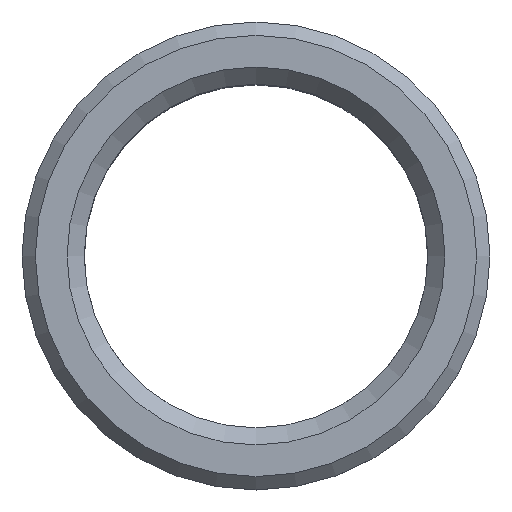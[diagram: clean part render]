
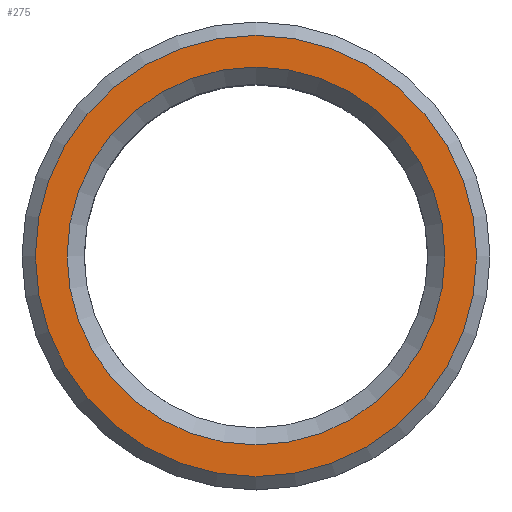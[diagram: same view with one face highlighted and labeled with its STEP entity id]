
A CAD part, top view. The second image highlights one B-rep face of the part: STEP entity #275.
In plain terms, the highlighted planar face has unit normal (0, 0, 1).
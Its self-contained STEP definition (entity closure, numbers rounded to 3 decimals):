
#275 = ADVANCED_FACE ( 'NONE', ( #8551, #8561 ), #3755, .T. ) ;
#617 = EDGE_CURVE ( 'NONE', #10510, #10510, #4514, .T. ) ;
#1239 = AXIS2_PLACEMENT_3D ( 'NONE', #3496, #3403, #3303 ) ;
#1280 = AXIS2_PLACEMENT_3D ( 'NONE', #1804, #1814, #1815 ) ;
#1405 = AXIS2_PLACEMENT_3D ( 'NONE', #6836, #6844, #6845 ) ;
#1415 = EDGE_CURVE ( 'NONE', #4766, #4766, #5045, .T. ) ;
#1804 = CARTESIAN_POINT ( 'NONE',  ( 0., 0., 0. ) ) ;
#1814 = DIRECTION ( 'NONE',  ( 0., 0., 1. ) ) ;
#1815 = DIRECTION ( 'NONE',  ( 0., -1., 0. ) ) ;
#2592 = ORIENTED_EDGE ( 'NONE', *, *, #1415, .T. ) ;
#2652 = ORIENTED_EDGE ( 'NONE', *, *, #617, .T. ) ;
#3303 = DIRECTION ( 'NONE',  ( 0., -1., 0. ) ) ;
#3403 = DIRECTION ( 'NONE',  ( 0., 0., 1. ) ) ;
#3496 = CARTESIAN_POINT ( 'NONE',  ( -6.43, 0., 0. ) ) ;
#3755 = PLANE ( 'NONE',  #1239 ) ;
#4514 = CIRCLE ( 'NONE', #1405, 7.07 ) ;
#4758 = CARTESIAN_POINT ( 'NONE',  ( 0., -8.255, 0. ) ) ;
#4766 = VERTEX_POINT ( 'NONE', #4758 ) ;
#4815 = CARTESIAN_POINT ( 'NONE',  ( 0., -7.07, 0. ) ) ;
#5045 = CIRCLE ( 'NONE', #1280, 8.255 ) ;
#6836 = CARTESIAN_POINT ( 'NONE',  ( 0., 0., 0. ) ) ;
#6844 = DIRECTION ( 'NONE',  ( 0., 0., -1. ) ) ;
#6845 = DIRECTION ( 'NONE',  ( 0., -1., 0. ) ) ;
#8551 = FACE_OUTER_BOUND ( 'NONE', #11859, .T. ) ;
#8561 = FACE_BOUND ( 'NONE', #12335, .T. ) ;
#10510 = VERTEX_POINT ( 'NONE', #4815 ) ;
#11859 = EDGE_LOOP ( 'NONE', ( #2592 ) ) ;
#12335 = EDGE_LOOP ( 'NONE', ( #2652 ) ) ;
